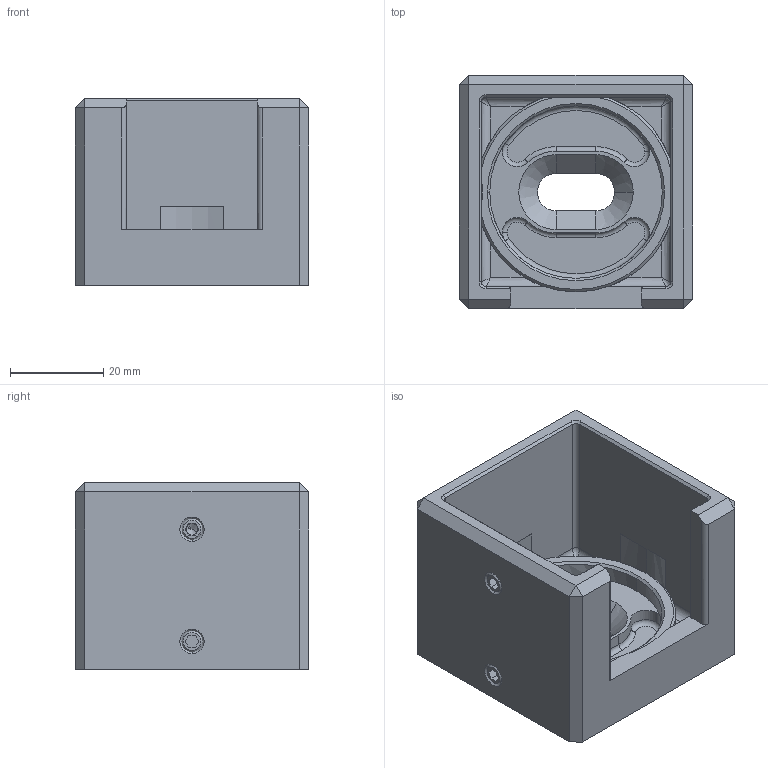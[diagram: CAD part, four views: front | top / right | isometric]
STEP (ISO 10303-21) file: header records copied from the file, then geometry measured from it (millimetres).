
FILE_DESCRIPTION (( 'STEP AP203' ), '1' );
FILE_NAME ('60397-V4A-L.step', '2019-05-07T09:11:33', ( '' ), ( '' ), 'SwSTEP 2.0', 'SolidWorks 2015', '' );
FILE_SCHEMA (( 'CONFIG_CONTROL_DESIGN' ));
Length unit declared in the file: millimetre
Products named in the file (5): DIN914_DIN 914 M5x6; 6039X-240-X Teil1_60397-V4A-L Teil1; DIN913_DIN 913 M5x5; 60397-V4A-L; 6039X-240-X Teil2_6039X-V4A-X Teil2
Assembly tree (4 placements, depth 2):
  60397-V4A-L
    6039X-240-X Teil1_60397-V4A-L Teil1
    6039X-240-X Teil2_6039X-V4A-X Teil2
    DIN913_DIN 913 M5x5
    DIN914_DIN 914 M5x6
Bounding box: 50 x 50 x 40 mm (x, y, z)
Volume: 36540.6 mm3; surface area: 20065.1 mm2
Topology: 4 solids, 4 shells, 592 faces, 1512 edges, 975 vertices
Faces by surface type: plane 329, bspline 159, cylinder 57, cone 33, torus 14
Entity records: 26721 total; most frequent: CARTESIAN_POINT 12897, ORIENTED_EDGE 3012, DIRECTION 2222, EDGE_CURVE 1506, VECTOR 1006, LINE 1006, VERTEX_POINT 975, EDGE_LOOP 653
